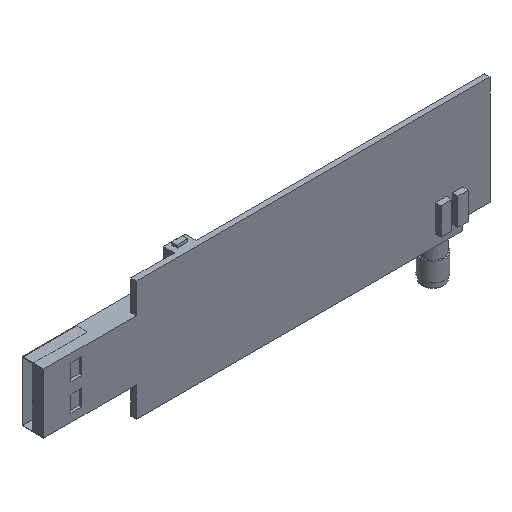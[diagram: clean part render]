
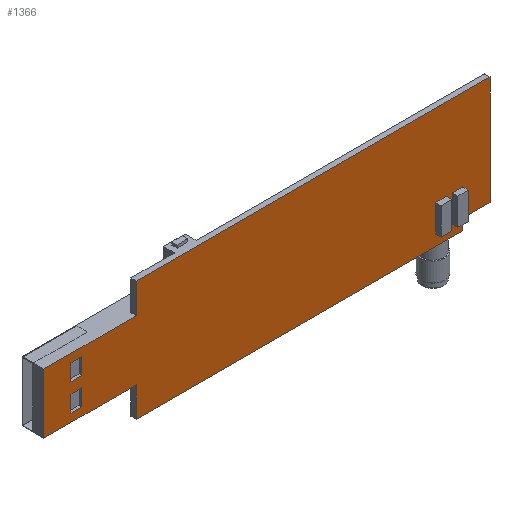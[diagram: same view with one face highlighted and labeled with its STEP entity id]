
A CAD part, isometric view. The second image highlights one B-rep face of the part: STEP entity #1366.
In plain terms, the highlighted planar face has unit normal (0, -1, 0).
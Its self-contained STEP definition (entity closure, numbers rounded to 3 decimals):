
#47=LINE('',#1959,#230);
#68=LINE('',#2007,#251);
#69=LINE('',#2009,#252);
#70=LINE('',#2011,#253);
#71=LINE('',#2013,#254);
#72=LINE('',#2015,#255);
#73=LINE('',#2017,#256);
#74=LINE('',#2019,#257);
#75=LINE('',#2021,#258);
#76=LINE('',#2023,#259);
#77=LINE('',#2025,#260);
#78=LINE('',#2026,#261);
#79=LINE('',#2027,#262);
#80=LINE('',#2028,#263);
#81=LINE('',#2031,#264);
#82=LINE('',#2033,#265);
#83=LINE('',#2035,#266);
#84=LINE('',#2036,#267);
#85=LINE('',#2039,#268);
#86=LINE('',#2041,#269);
#87=LINE('',#2043,#270);
#88=LINE('',#2044,#271);
#89=LINE('',#2047,#272);
#90=LINE('',#2049,#273);
#91=LINE('',#2051,#274);
#92=LINE('',#2052,#275);
#230=VECTOR('',#1594,10.);
#251=VECTOR('',#1631,10.);
#252=VECTOR('',#1632,10.);
#253=VECTOR('',#1633,10.);
#254=VECTOR('',#1634,10.);
#255=VECTOR('',#1635,10.);
#256=VECTOR('',#1636,10.);
#257=VECTOR('',#1637,10.);
#258=VECTOR('',#1638,10.);
#259=VECTOR('',#1639,10.);
#260=VECTOR('',#1640,10.);
#261=VECTOR('',#1641,10.);
#262=VECTOR('',#1642,10.);
#263=VECTOR('',#1643,10.);
#264=VECTOR('',#1644,10.);
#265=VECTOR('',#1645,10.);
#266=VECTOR('',#1646,10.);
#267=VECTOR('',#1647,10.);
#268=VECTOR('',#1648,10.);
#269=VECTOR('',#1649,10.);
#270=VECTOR('',#1650,10.);
#271=VECTOR('',#1651,10.);
#272=VECTOR('',#1652,10.);
#273=VECTOR('',#1653,10.);
#274=VECTOR('',#1654,10.);
#275=VECTOR('',#1655,10.);
#393=FACE_BOUND('',#502,.T.);
#394=FACE_BOUND('',#503,.T.);
#395=FACE_BOUND('',#504,.T.);
#420=FACE_OUTER_BOUND('',#501,.T.);
#501=EDGE_LOOP('',(#984,#985,#986,#987,#988,#989,#990,#991,#992,#993,#994,
#995,#996,#997));
#502=EDGE_LOOP('',(#998,#999,#1000,#1001));
#503=EDGE_LOOP('',(#1002,#1003,#1004,#1005));
#504=EDGE_LOOP('',(#1006,#1007,#1008,#1009));
#602=VERTEX_POINT('',#1956);
#603=VERTEX_POINT('',#1958);
#621=VERTEX_POINT('',#2005);
#622=VERTEX_POINT('',#2006);
#623=VERTEX_POINT('',#2008);
#624=VERTEX_POINT('',#2010);
#625=VERTEX_POINT('',#2012);
#626=VERTEX_POINT('',#2014);
#627=VERTEX_POINT('',#2016);
#628=VERTEX_POINT('',#2018);
#629=VERTEX_POINT('',#2020);
#630=VERTEX_POINT('',#2022);
#631=VERTEX_POINT('',#2024);
#632=VERTEX_POINT('',#2029);
#633=VERTEX_POINT('',#2030);
#634=VERTEX_POINT('',#2032);
#635=VERTEX_POINT('',#2034);
#636=VERTEX_POINT('',#2037);
#637=VERTEX_POINT('',#2038);
#638=VERTEX_POINT('',#2040);
#639=VERTEX_POINT('',#2042);
#640=VERTEX_POINT('',#2045);
#641=VERTEX_POINT('',#2046);
#642=VERTEX_POINT('',#2048);
#643=VERTEX_POINT('',#2050);
#736=EDGE_CURVE('',#603,#602,#47,.T.);
#759=EDGE_CURVE('',#621,#622,#68,.T.);
#760=EDGE_CURVE('',#622,#623,#69,.T.);
#761=EDGE_CURVE('',#623,#624,#70,.T.);
#762=EDGE_CURVE('',#625,#624,#71,.T.);
#763=EDGE_CURVE('',#626,#625,#72,.T.);
#764=EDGE_CURVE('',#626,#627,#73,.T.);
#765=EDGE_CURVE('',#627,#628,#74,.T.);
#766=EDGE_CURVE('',#628,#629,#75,.T.);
#767=EDGE_CURVE('',#630,#629,#76,.T.);
#768=EDGE_CURVE('',#631,#630,#77,.T.);
#769=EDGE_CURVE('',#631,#603,#78,.T.);
#770=EDGE_CURVE('',#624,#602,#79,.T.);
#771=EDGE_CURVE('',#621,#624,#80,.T.);
#772=EDGE_CURVE('',#632,#633,#81,.T.);
#773=EDGE_CURVE('',#633,#634,#82,.T.);
#774=EDGE_CURVE('',#634,#635,#83,.T.);
#775=EDGE_CURVE('',#635,#632,#84,.T.);
#776=EDGE_CURVE('',#636,#637,#85,.T.);
#777=EDGE_CURVE('',#637,#638,#86,.T.);
#778=EDGE_CURVE('',#638,#639,#87,.T.);
#779=EDGE_CURVE('',#639,#636,#88,.T.);
#780=EDGE_CURVE('',#640,#641,#89,.T.);
#781=EDGE_CURVE('',#640,#642,#90,.T.);
#782=EDGE_CURVE('',#642,#643,#91,.T.);
#783=EDGE_CURVE('',#643,#641,#92,.T.);
#984=ORIENTED_EDGE('',*,*,#759,.T.);
#985=ORIENTED_EDGE('',*,*,#760,.T.);
#986=ORIENTED_EDGE('',*,*,#761,.T.);
#987=ORIENTED_EDGE('',*,*,#762,.F.);
#988=ORIENTED_EDGE('',*,*,#763,.F.);
#989=ORIENTED_EDGE('',*,*,#764,.T.);
#990=ORIENTED_EDGE('',*,*,#765,.T.);
#991=ORIENTED_EDGE('',*,*,#766,.T.);
#992=ORIENTED_EDGE('',*,*,#767,.F.);
#993=ORIENTED_EDGE('',*,*,#768,.F.);
#994=ORIENTED_EDGE('',*,*,#769,.T.);
#995=ORIENTED_EDGE('',*,*,#736,.T.);
#996=ORIENTED_EDGE('',*,*,#770,.F.);
#997=ORIENTED_EDGE('',*,*,#771,.F.);
#998=ORIENTED_EDGE('',*,*,#772,.T.);
#999=ORIENTED_EDGE('',*,*,#773,.T.);
#1000=ORIENTED_EDGE('',*,*,#774,.T.);
#1001=ORIENTED_EDGE('',*,*,#775,.T.);
#1002=ORIENTED_EDGE('',*,*,#776,.T.);
#1003=ORIENTED_EDGE('',*,*,#777,.T.);
#1004=ORIENTED_EDGE('',*,*,#778,.T.);
#1005=ORIENTED_EDGE('',*,*,#779,.T.);
#1006=ORIENTED_EDGE('',*,*,#780,.F.);
#1007=ORIENTED_EDGE('',*,*,#781,.T.);
#1008=ORIENTED_EDGE('',*,*,#782,.T.);
#1009=ORIENTED_EDGE('',*,*,#783,.T.);
#1289=PLANE('',#1464);
#1366=ADVANCED_FACE('',(#420,#393,#394,#395),#1289,.F.);
#1464=AXIS2_PLACEMENT_3D('',#2004,#1629,#1630);
#1594=DIRECTION('',(1.,0.,0.));
#1629=DIRECTION('center_axis',(0.,1.,0.));
#1630=DIRECTION('ref_axis',(1.,0.,0.));
#1631=DIRECTION('',(0.,0.,1.));
#1632=DIRECTION('',(1.,0.,0.));
#1633=DIRECTION('',(0.,0.,-1.));
#1634=DIRECTION('',(-1.,0.,0.));
#1635=DIRECTION('',(0.,0.,-1.));
#1636=DIRECTION('',(-1.,0.,0.));
#1637=DIRECTION('',(0.,0.,-1.));
#1638=DIRECTION('',(-1.,0.,0.));
#1639=DIRECTION('',(0.,0.,1.));
#1640=DIRECTION('',(-1.,0.,0.));
#1641=DIRECTION('',(0.,0.,-1.));
#1642=DIRECTION('',(0.,0.,-1.));
#1643=DIRECTION('',(1.,0.,0.));
#1644=DIRECTION('',(-1.,0.,0.));
#1645=DIRECTION('',(0.,0.,1.));
#1646=DIRECTION('',(1.,0.,0.));
#1647=DIRECTION('',(0.,0.,-1.));
#1648=DIRECTION('',(-1.,0.,0.));
#1649=DIRECTION('',(0.,0.,1.));
#1650=DIRECTION('',(1.,0.,0.));
#1651=DIRECTION('',(0.,0.,-1.));
#1652=DIRECTION('',(1.,0.,0.));
#1653=DIRECTION('',(0.,0.,1.));
#1654=DIRECTION('',(1.,0.,0.));
#1655=DIRECTION('',(0.,0.,-1.));
#1956=CARTESIAN_POINT('',(-5.,0.,-22.));
#1958=CARTESIAN_POINT('',(-65.,0.,-22.));
#1959=CARTESIAN_POINT('',(-11.,0.,-22.));
#2004=CARTESIAN_POINT('Origin',(-32.5,0.,-11.));
#2005=CARTESIAN_POINT('',(-6.903,0.,-20.));
#2006=CARTESIAN_POINT('',(-6.903,0.,-15.));
#2007=CARTESIAN_POINT('',(-6.903,0.,-13.5));
#2008=CARTESIAN_POINT('',(-5.,0.,-15.));
#2009=CARTESIAN_POINT('',(-18.75,0.,-15.));
#2010=CARTESIAN_POINT('',(-5.,0.,-20.));
#2011=CARTESIAN_POINT('',(-5.,0.,-15.5));
#2012=CARTESIAN_POINT('',(0.,0.,-20.));
#2013=CARTESIAN_POINT('',(0.,0.,-20.));
#2014=CARTESIAN_POINT('',(0.,0.,0.));
#2015=CARTESIAN_POINT('',(0.,0.,0.));
#2016=CARTESIAN_POINT('',(-65.,0.,0.));
#2017=CARTESIAN_POINT('',(0.,0.,0.));
#2018=CARTESIAN_POINT('',(-65.,0.,-5.5));
#2019=CARTESIAN_POINT('',(-65.,0.,0.));
#2020=CARTESIAN_POINT('',(-82.,0.,-5.5));
#2021=CARTESIAN_POINT('',(-62.,0.,-5.5));
#2022=CARTESIAN_POINT('',(-82.,0.,-16.5));
#2023=CARTESIAN_POINT('',(-82.,0.,-16.5));
#2024=CARTESIAN_POINT('',(-65.,0.,-16.5));
#2025=CARTESIAN_POINT('',(-62.,0.,-16.5));
#2026=CARTESIAN_POINT('',(-65.,0.,-16.5));
#2027=CARTESIAN_POINT('',(-5.,0.,-22.));
#2028=CARTESIAN_POINT('',(-5.5,0.,-20.));
#2029=CARTESIAN_POINT('',(-75.,0.,-15.));
#2030=CARTESIAN_POINT('',(-77.,0.,-15.));
#2031=CARTESIAN_POINT('',(-53.75,0.,-15.));
#2032=CARTESIAN_POINT('',(-77.,0.,-12.));
#2033=CARTESIAN_POINT('',(-77.,0.,-13.));
#2034=CARTESIAN_POINT('',(-75.,0.,-12.));
#2035=CARTESIAN_POINT('',(-54.75,0.,-12.));
#2036=CARTESIAN_POINT('',(-75.,0.,-11.5));
#2037=CARTESIAN_POINT('',(-75.,0.,-10.));
#2038=CARTESIAN_POINT('',(-77.,0.,-10.));
#2039=CARTESIAN_POINT('',(-53.75,0.,-10.));
#2040=CARTESIAN_POINT('',(-77.,0.,-7.));
#2041=CARTESIAN_POINT('',(-77.,0.,-10.5));
#2042=CARTESIAN_POINT('',(-75.,0.,-7.));
#2043=CARTESIAN_POINT('',(-54.75,0.,-7.));
#2044=CARTESIAN_POINT('',(-75.,0.,-9.));
#2045=CARTESIAN_POINT('',(-10.003,0.,-20.));
#2046=CARTESIAN_POINT('',(-8.,0.,-20.));
#2047=CARTESIAN_POINT('',(-5.5,0.,-20.));
#2048=CARTESIAN_POINT('',(-10.003,0.,-15.));
#2049=CARTESIAN_POINT('',(-10.003,0.,-13.5));
#2050=CARTESIAN_POINT('',(-8.,0.,-15.));
#2051=CARTESIAN_POINT('',(-20.25,0.,-15.));
#2052=CARTESIAN_POINT('',(-8.,0.,-15.5));
